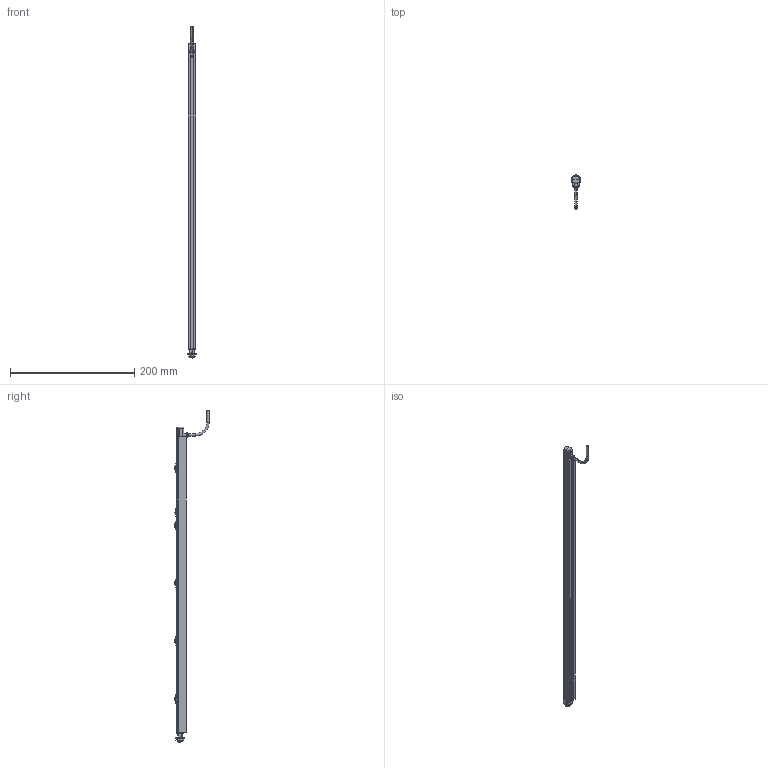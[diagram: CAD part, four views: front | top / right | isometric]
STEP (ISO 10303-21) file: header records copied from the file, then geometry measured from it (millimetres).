
FILE_DESCRIPTION((''),'2;1');
FILE_NAME('217955_WEB_ASM','2020-07-27T18:11:08',('brust'),('BANNER ENGINEERING CORP.'),'CREO PARAMETRIC BY PTC INC, 2019292','CREO PARAMETRIC BY PTC INC, 2019292','');
FILE_SCHEMA(('CONFIG_CONTROL_DESIGN','SHAPE_APPEARANCE_LAYERS_GROUPS'));
Products named in the file (2): 217955_WEB; 217955_WEB_ASM
Assembly tree (1 placements, depth 2):
  217955_WEB_ASM
    217955_WEB
Bounding box: 15 x 55.35 x 534.7 mm (x, y, z)
Volume: 80863.4 mm3; surface area: 38090.6 mm2
Topology: 1 solids, 1 shells, 1203 faces, 3234 edges, 1993 vertices
Faces by surface type: bspline 420, plane 414, cylinder 213, cone 78, sphere 26, torus 20, revolution 20, extrusion 12
Entity records: 84946 total; most frequent: CARTESIAN_POINT 50695, ORIENTED_EDGE 6424, DIRECTION 3938, EDGE_CURVE 3212, VERTEX_POINT 1993, B_SPLINE_CURVE_WITH_KNOTS 1460, AXIS2_PLACEMENT_3D 1368, EDGE_LOOP 1245
